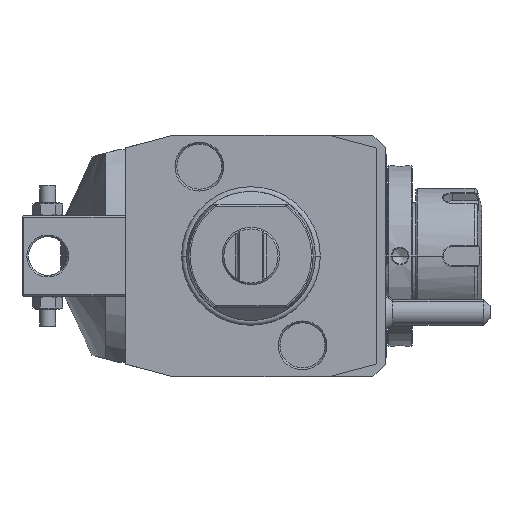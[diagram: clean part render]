
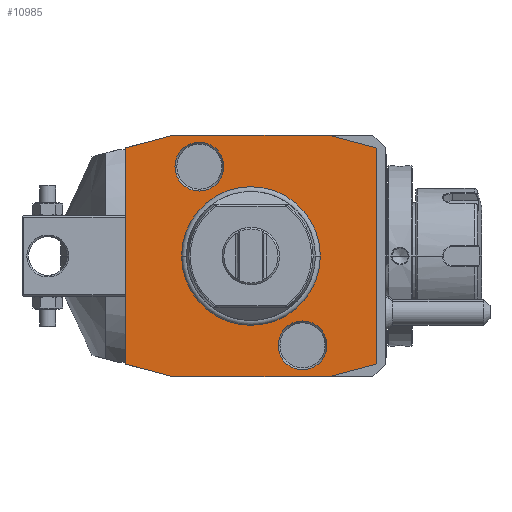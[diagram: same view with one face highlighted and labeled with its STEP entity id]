
A CAD part, front view. The second image highlights one B-rep face of the part: STEP entity #10985.
In plain terms, the highlighted planar face has unit normal (0, -1, 0).
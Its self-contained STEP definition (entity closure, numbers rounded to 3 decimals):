
#1=DIRECTION('',(0.966,0.,-0.259));
#2=VECTOR('',#1,15.529);
#3=CARTESIAN_POINT('',(-39.,0.,-33.481));
#4=LINE('',#3,#2);
#5=DIRECTION('',(0.,0.,-1.));
#6=VECTOR('',#5,66.962);
#7=CARTESIAN_POINT('',(-39.,0.,33.481));
#8=LINE('',#7,#6);
#9=DIRECTION('',(-0.966,0.,-0.259));
#10=VECTOR('',#9,15.529);
#11=CARTESIAN_POINT('',(-24.,0.,37.5));
#12=LINE('',#11,#10);
#13=DIRECTION('',(-1.,0.,0.));
#14=VECTOR('',#13,48.);
#15=CARTESIAN_POINT('',(24.,0.,37.5));
#16=LINE('',#15,#14);
#17=DIRECTION('',(-0.966,0.,0.259));
#18=VECTOR('',#17,15.529);
#19=CARTESIAN_POINT('',(39.,0.,33.481));
#20=LINE('',#19,#18);
#21=DIRECTION('',(0.,0.,1.));
#22=VECTOR('',#21,66.962);
#23=CARTESIAN_POINT('',(39.,0.,-33.481));
#24=LINE('',#23,#22);
#25=DIRECTION('',(0.966,0.,0.259));
#26=VECTOR('',#25,15.529);
#27=CARTESIAN_POINT('',(24.,0.,-37.5));
#28=LINE('',#27,#26);
#29=DIRECTION('',(1.,0.,0.));
#30=VECTOR('',#29,48.);
#31=CARTESIAN_POINT('',(-24.,0.,-37.5));
#32=LINE('',#31,#30);
#33=CARTESIAN_POINT('',(-16.,0.,27.713));
#34=DIRECTION('',(0.,1.,0.));
#35=DIRECTION('',(1.,0.,0.));
#36=AXIS2_PLACEMENT_3D('',#33,#34,#35);
#38=CARTESIAN_POINT('',(-16.,0.,27.713));
#39=DIRECTION('',(0.,1.,0.));
#40=DIRECTION('',(-1.,0.,0.));
#41=AXIS2_PLACEMENT_3D('',#38,#39,#40);
#43=CARTESIAN_POINT('',(16.,0.,-27.713));
#44=DIRECTION('',(0.,1.,0.));
#45=DIRECTION('',(1.,0.,0.));
#46=AXIS2_PLACEMENT_3D('',#43,#44,#45);
#48=CARTESIAN_POINT('',(16.,0.,-27.713));
#49=DIRECTION('',(0.,1.,0.));
#50=DIRECTION('',(-1.,0.,0.));
#51=AXIS2_PLACEMENT_3D('',#48,#49,#50);
#7305=CARTESIAN_POINT('',(0.,0.,0.));
#7306=DIRECTION('',(0.,-1.,0.));
#7307=DIRECTION('',(1.,0.,0.));
#7308=AXIS2_PLACEMENT_3D('',#7305,#7306,#7307);
#7310=CARTESIAN_POINT('',(0.,0.,0.));
#7311=DIRECTION('',(0.,-1.,0.));
#7312=DIRECTION('',(-1.,0.,0.));
#7313=AXIS2_PLACEMENT_3D('',#7310,#7311,#7312);
#9847=CARTESIAN_POINT('',(-8.423,0.,
27.713));
#9848=CARTESIAN_POINT('',(-23.577,0.,
27.713));
#9849=VERTEX_POINT('',#9847);
#9850=VERTEX_POINT('',#9848);
#9979=CARTESIAN_POINT('',(23.577,0.,
-27.713));
#9980=CARTESIAN_POINT('',(8.423,0.,
-27.713));
#9981=VERTEX_POINT('',#9979);
#9982=VERTEX_POINT('',#9980);
#10792=CARTESIAN_POINT('',(-39.,0.,-33.481));
#10793=CARTESIAN_POINT('',(-24.,0.,-37.5));
#10794=VERTEX_POINT('',#10792);
#10795=VERTEX_POINT('',#10793);
#10796=CARTESIAN_POINT('',(24.,0.,-37.5));
#10797=VERTEX_POINT('',#10796);
#10798=CARTESIAN_POINT('',(39.,0.,-33.481));
#10799=VERTEX_POINT('',#10798);
#10800=CARTESIAN_POINT('',(39.,0.,33.481));
#10801=VERTEX_POINT('',#10800);
#10802=CARTESIAN_POINT('',(24.,0.,37.5));
#10803=VERTEX_POINT('',#10802);
#10804=CARTESIAN_POINT('',(-24.,0.,37.5));
#10805=VERTEX_POINT('',#10804);
#10806=CARTESIAN_POINT('',(-39.,0.,33.481));
#10807=VERTEX_POINT('',#10806);
#10820=CARTESIAN_POINT('',(21.137,0.,0.));
#10821=CARTESIAN_POINT('',(-21.137,0.,0.));
#10822=VERTEX_POINT('',#10820);
#10823=VERTEX_POINT('',#10821);
#10944=CARTESIAN_POINT('',(0.,0.,0.));
#10945=DIRECTION('',(0.,-1.,0.));
#10946=DIRECTION('',(-1.,0.,0.));
#10947=AXIS2_PLACEMENT_3D('',#10944,#10945,#10946);
#10948=PLANE('',#10947);
#10950=ORIENTED_EDGE('',*,*,#10949,.F.);
#10952=ORIENTED_EDGE('',*,*,#10951,.F.);
#10954=ORIENTED_EDGE('',*,*,#10953,.F.);
#10956=ORIENTED_EDGE('',*,*,#10955,.F.);
#10958=ORIENTED_EDGE('',*,*,#10957,.F.);
#10960=ORIENTED_EDGE('',*,*,#10959,.F.);
#10962=ORIENTED_EDGE('',*,*,#10961,.F.);
#10964=ORIENTED_EDGE('',*,*,#10963,.F.);
#10965=EDGE_LOOP('',(#10950,#10952,#10954,#10956,#10958,#10960,#10962,#10964));
#10966=FACE_OUTER_BOUND('',#10965,.F.);
#10968=ORIENTED_EDGE('',*,*,#10967,.T.);
#10970=ORIENTED_EDGE('',*,*,#10969,.T.);
#10971=EDGE_LOOP('',(#10968,#10970));
#10972=FACE_BOUND('',#10971,.F.);
#10974=ORIENTED_EDGE('',*,*,#10973,.F.);
#10976=ORIENTED_EDGE('',*,*,#10975,.F.);
#10977=EDGE_LOOP('',(#10974,#10976));
#10978=FACE_BOUND('',#10977,.F.);
#10980=ORIENTED_EDGE('',*,*,#10979,.F.);
#10982=ORIENTED_EDGE('',*,*,#10981,.F.);
#10983=EDGE_LOOP('',(#10980,#10982));
#10984=FACE_BOUND('',#10983,.F.);
#37=CIRCLE('',#36,7.577);
#42=CIRCLE('',#41,7.577);
#47=CIRCLE('',#46,7.577);
#52=CIRCLE('',#51,7.577);
#7309=CIRCLE('',#7308,21.137);
#7314=CIRCLE('',#7313,21.137);
#10949=EDGE_CURVE('',#10794,#10795,#4,.T.);
#10951=EDGE_CURVE('',#10807,#10794,#8,.T.);
#10953=EDGE_CURVE('',#10805,#10807,#12,.T.);
#10955=EDGE_CURVE('',#10803,#10805,#16,.T.);
#10957=EDGE_CURVE('',#10801,#10803,#20,.T.);
#10959=EDGE_CURVE('',#10799,#10801,#24,.T.);
#10961=EDGE_CURVE('',#10797,#10799,#28,.T.);
#10963=EDGE_CURVE('',#10795,#10797,#32,.T.);
#10967=EDGE_CURVE('',#10822,#10823,#7309,.T.);
#10969=EDGE_CURVE('',#10823,#10822,#7314,.T.);
#10973=EDGE_CURVE('',#9849,#9850,#37,.T.);
#10975=EDGE_CURVE('',#9850,#9849,#42,.T.);
#10979=EDGE_CURVE('',#9981,#9982,#47,.T.);
#10981=EDGE_CURVE('',#9982,#9981,#52,.T.);
#10985=ADVANCED_FACE('',(#10966,#10972,#10978,#10984),#10948,.T.);
